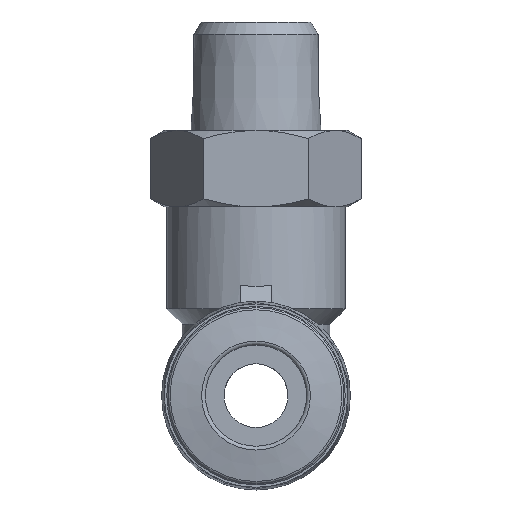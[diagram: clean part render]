
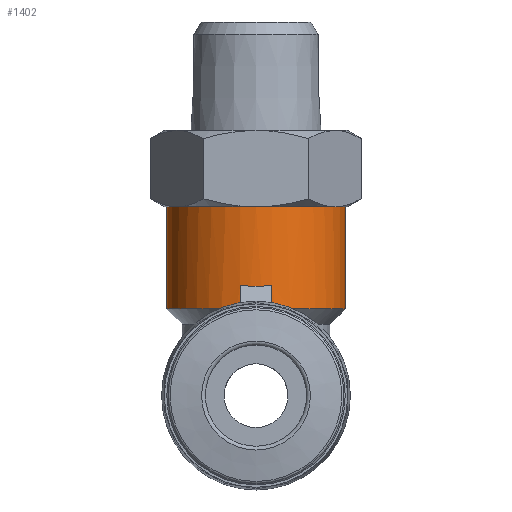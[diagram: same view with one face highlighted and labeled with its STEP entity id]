
A CAD part, left-side view. The second image highlights one B-rep face of the part: STEP entity #1402.
In plain terms, the highlighted cylindrical face has radius 7 mm (diameter 14 mm), a full revolution.
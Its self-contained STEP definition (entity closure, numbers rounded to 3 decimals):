
#53=LINE('',#1908,#71);
#55=LINE('',#1918,#73);
#58=LINE('',#1930,#76);
#62=LINE('',#1944,#80);
#71=VECTOR('',#1615,1000.);
#73=VECTOR('',#1619,1000.);
#76=VECTOR('',#1624,1000.);
#80=VECTOR('',#1630,1000.);
#99=B_SPLINE_CURVE_WITH_KNOTS('',3,(#2006,#2007,#2008,#2009),
 .UNSPECIFIED.,.F.,.F.,(4,4),(0.,0.),
 .UNSPECIFIED.);
#100=B_SPLINE_CURVE_WITH_KNOTS('',3,(#2010,#2011,#2012,#2013),
 .UNSPECIFIED.,.F.,.F.,(4,4),(0.003,0.003),
 .UNSPECIFIED.);
#101=B_SPLINE_CURVE_WITH_KNOTS('',3,(#2015,#2016,#2017,#2018),
 .UNSPECIFIED.,.F.,.F.,(4,4),(0.,0.),
 .UNSPECIFIED.);
#102=B_SPLINE_CURVE_WITH_KNOTS('',3,(#2019,#2020,#2021,#2022),
 .UNSPECIFIED.,.F.,.F.,(4,4),(0.003,0.003),
 .UNSPECIFIED.);
#156=ELLIPSE('',#1489,9.899,7.);
#157=ELLIPSE('',#1490,9.899,7.);
#197=ORIENTED_EDGE('',*,*,#441,.F.);
#198=ORIENTED_EDGE('',*,*,#442,.F.);
#199=ORIENTED_EDGE('',*,*,#435,.T.);
#200=ORIENTED_EDGE('',*,*,#443,.F.);
#201=ORIENTED_EDGE('',*,*,#424,.T.);
#202=ORIENTED_EDGE('',*,*,#444,.T.);
#203=ORIENTED_EDGE('',*,*,#415,.F.);
#204=ORIENTED_EDGE('',*,*,#445,.F.);
#205=ORIENTED_EDGE('',*,*,#437,.T.);
#206=ORIENTED_EDGE('',*,*,#446,.F.);
#207=ORIENTED_EDGE('',*,*,#412,.F.);
#208=ORIENTED_EDGE('',*,*,#447,.T.);
#209=ORIENTED_EDGE('',*,*,#419,.T.);
#412=EDGE_CURVE('',#535,#532,#53,.F.);
#415=EDGE_CURVE('',#538,#539,#55,.T.);
#419=EDGE_CURVE('',#543,#542,#58,.F.);
#424=EDGE_CURVE('',#545,#547,#62,.T.);
#435=EDGE_CURVE('',#555,#557,#623,.T.);
#437=EDGE_CURVE('',#560,#558,#624,.T.);
#441=EDGE_CURVE('',#562,#562,#625,.T.);
#442=EDGE_CURVE('',#555,#542,#99,.T.);
#443=EDGE_CURVE('',#545,#557,#100,.T.);
#444=EDGE_CURVE('',#547,#539,#156,.F.);
#445=EDGE_CURVE('',#560,#538,#101,.T.);
#446=EDGE_CURVE('',#532,#558,#102,.T.);
#447=EDGE_CURVE('',#535,#543,#157,.F.);
#532=VERTEX_POINT('',#1902);
#535=VERTEX_POINT('',#1907);
#538=VERTEX_POINT('',#1917);
#539=VERTEX_POINT('',#1919);
#542=VERTEX_POINT('',#1929);
#543=VERTEX_POINT('',#1931);
#545=VERTEX_POINT('',#1939);
#547=VERTEX_POINT('',#1943);
#555=VERTEX_POINT('',#1965);
#557=VERTEX_POINT('',#1979);
#558=VERTEX_POINT('',#1986);
#560=VERTEX_POINT('',#1989);
#562=VERTEX_POINT('',#2005);
#623=CIRCLE('',#1484,7.);
#624=CIRCLE('',#1486,7.);
#625=CIRCLE('',#1488,7.);
#685=EDGE_LOOP('',(#197));
#686=EDGE_LOOP('',(#198,#199,#200,#201,#202,#203,#204,#205,#206,#207,#208,
#209));
#793=FACE_BOUND('',#685,.T.);
#794=FACE_BOUND('',#686,.T.);
#894=CYLINDRICAL_SURFACE('',#1487,7.);
#1402=ADVANCED_FACE('',(#793,#794),#894,.T.);
#1484=AXIS2_PLACEMENT_3D('',#1980,#1649,#1650);
#1486=AXIS2_PLACEMENT_3D('',#1988,#1653,#1654);
#1487=AXIS2_PLACEMENT_3D('',#2003,#1655,#1656);
#1488=AXIS2_PLACEMENT_3D('',#2004,#1657,#1658);
#1489=AXIS2_PLACEMENT_3D('',#2014,#1659,#1660);
#1490=AXIS2_PLACEMENT_3D('',#2023,#1661,#1662);
#1615=DIRECTION('',(0.,0.,1.));
#1619=DIRECTION('',(0.,0.,1.));
#1624=DIRECTION('',(0.,0.,1.));
#1630=DIRECTION('',(0.,0.,1.));
#1649=DIRECTION('',(0.,0.,1.));
#1650=DIRECTION('',(1.,0.,0.));
#1653=DIRECTION('',(0.,0.,1.));
#1654=DIRECTION('',(1.,0.,0.));
#1655=DIRECTION('',(0.,0.,1.));
#1656=DIRECTION('',(1.,0.,0.));
#1657=DIRECTION('',(0.,0.,1.));
#1658=DIRECTION('',(1.,0.,0.));
#1659=DIRECTION('',(-0.707,0.,-0.707));
#1660=DIRECTION('',(-0.707,0.,0.707));
#1661=DIRECTION('',(0.707,0.,-0.707));
#1662=DIRECTION('',(0.707,0.,0.707));
#1902=CARTESIAN_POINT('',(-6.887,1.25,6.926));
#1907=CARTESIAN_POINT('',(-6.887,1.25,8.669));
#1908=CARTESIAN_POINT('',(-6.887,1.25,20.8));
#1917=CARTESIAN_POINT('',(6.887,1.25,6.926));
#1918=CARTESIAN_POINT('',(6.887,1.25,20.8));
#1919=CARTESIAN_POINT('',(6.887,1.25,8.669));
#1929=CARTESIAN_POINT('',(-6.887,-1.25,6.926));
#1930=CARTESIAN_POINT('',(-6.887,-1.25,20.8));
#1931=CARTESIAN_POINT('',(-6.887,-1.25,8.669));
#1939=CARTESIAN_POINT('',(6.887,-1.25,6.926));
#1943=CARTESIAN_POINT('',(6.887,-1.25,8.669));
#1944=CARTESIAN_POINT('',(6.887,-1.25,20.8));
#1965=CARTESIAN_POINT('',(-6.825,-1.554,6.8));
#1979=CARTESIAN_POINT('',(6.825,-1.554,6.8));
#1980=CARTESIAN_POINT('',(0.,0.,6.8));
#1986=CARTESIAN_POINT('',(-6.825,1.554,6.8));
#1988=CARTESIAN_POINT('',(0.,0.,6.8));
#1989=CARTESIAN_POINT('',(6.825,1.554,6.8));
#2003=CARTESIAN_POINT('',(0.,0.,20.8));
#2004=CARTESIAN_POINT('',(0.,0.,14.8));
#2005=CARTESIAN_POINT('',(7.,0.,14.8));
#2006=CARTESIAN_POINT('',(-6.825,-1.554,6.8));
#2007=CARTESIAN_POINT('',(-6.848,-1.454,6.846));
#2008=CARTESIAN_POINT('',(-6.869,-1.353,6.888));
#2009=CARTESIAN_POINT('',(-6.887,-1.25,6.926));
#2010=CARTESIAN_POINT('',(6.887,-1.25,6.926));
#2011=CARTESIAN_POINT('',(6.869,-1.353,6.888));
#2012=CARTESIAN_POINT('',(6.848,-1.454,6.846));
#2013=CARTESIAN_POINT('',(6.825,-1.554,6.8));
#2014=CARTESIAN_POINT('',(0.,0.,15.556));
#2015=CARTESIAN_POINT('',(6.825,1.554,6.8));
#2016=CARTESIAN_POINT('',(6.848,1.454,6.846));
#2017=CARTESIAN_POINT('',(6.869,1.353,6.888));
#2018=CARTESIAN_POINT('',(6.887,1.25,6.926));
#2019=CARTESIAN_POINT('',(-6.887,1.25,6.926));
#2020=CARTESIAN_POINT('',(-6.869,1.353,6.888));
#2021=CARTESIAN_POINT('',(-6.848,1.454,6.846));
#2022=CARTESIAN_POINT('',(-6.825,1.554,6.8));
#2023=CARTESIAN_POINT('',(0.,0.,15.556));
